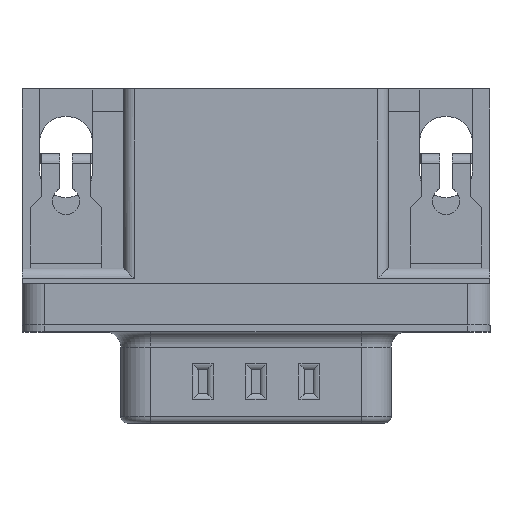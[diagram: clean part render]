
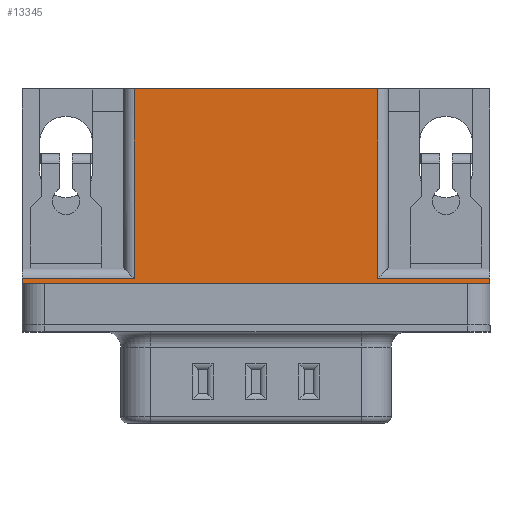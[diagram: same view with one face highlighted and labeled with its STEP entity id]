
A CAD part, top view. The second image highlights one B-rep face of the part: STEP entity #13345.
In plain terms, the highlighted planar face has unit normal (0, 0, 1).
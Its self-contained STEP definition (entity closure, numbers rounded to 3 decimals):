
#1248=ORIENTED_EDGE('',*,*,#5073,.F.);
#1249=ORIENTED_EDGE('',*,*,#5114,.T.);
#1250=ORIENTED_EDGE('',*,*,#5115,.T.);
#1251=ORIENTED_EDGE('',*,*,#5116,.F.);
#1252=ORIENTED_EDGE('',*,*,#5117,.F.);
#1253=ORIENTED_EDGE('',*,*,#5118,.F.);
#1254=ORIENTED_EDGE('',*,*,#5119,.T.);
#1255=ORIENTED_EDGE('',*,*,#5120,.T.);
#5073=EDGE_CURVE('',#6996,#6997,#8276,.T.);
#5114=EDGE_CURVE('',#6996,#7025,#8314,.F.);
#5115=EDGE_CURVE('',#7025,#7026,#8315,.T.);
#5116=EDGE_CURVE('',#7027,#7026,#8316,.T.);
#5117=EDGE_CURVE('',#7028,#7027,#8317,.T.);
#5118=EDGE_CURVE('',#7029,#7028,#8318,.T.);
#5119=EDGE_CURVE('',#7029,#7030,#8319,.T.);
#5120=EDGE_CURVE('',#7030,#6997,#8320,.T.);
#6996=VERTEX_POINT('',#19730);
#6997=VERTEX_POINT('',#19732);
#7025=VERTEX_POINT('',#19809);
#7026=VERTEX_POINT('',#19811);
#7027=VERTEX_POINT('',#19813);
#7028=VERTEX_POINT('',#19815);
#7029=VERTEX_POINT('',#19817);
#7030=VERTEX_POINT('',#19819);
#8276=LINE('',#19731,#9802);
#8314=LINE('',#19808,#9840);
#8315=LINE('',#19810,#9841);
#8316=LINE('',#19812,#9842);
#8317=LINE('',#19814,#9843);
#8318=LINE('',#19816,#9844);
#8319=LINE('',#19818,#9845);
#8320=LINE('',#19820,#9846);
#9802=VECTOR('',#15785,1000.);
#9840=VECTOR('',#15845,1000.);
#9841=VECTOR('',#15846,1000.);
#9842=VECTOR('',#15847,1000.);
#9843=VECTOR('',#15848,1000.);
#9844=VECTOR('',#15849,1000.);
#9845=VECTOR('',#15850,1000.);
#9846=VECTOR('',#15851,1000.);
#11126=EDGE_LOOP('',(#1248,#1249,#1250,#1251,#1252,#1253,#1254,#1255));
#12007=FACE_BOUND('',#11126,.T.);
#12849=PLANE('',#14304);
#13345=ADVANCED_FACE('',(#12007),#12849,.F.);
#14304=AXIS2_PLACEMENT_3D('',#19807,#15843,#15844);
#15785=DIRECTION('',(1.,0.,0.));
#15843=DIRECTION('',(0.,0.,-1.));
#15844=DIRECTION('',(-1.,0.,0.));
#15845=DIRECTION('',(0.,1.,0.));
#15846=DIRECTION('',(-1.,0.,0.));
#15847=DIRECTION('',(0.,1.,0.));
#15848=DIRECTION('',(-1.,0.,0.));
#15849=DIRECTION('',(0.,-1.,0.));
#15850=DIRECTION('',(-1.,0.,0.));
#15851=DIRECTION('',(0.,1.,0.));
#19730=CARTESIAN_POINT('',(-8.,7.775,4.25));
#19731=CARTESIAN_POINT('',(-15.4,7.775,4.25));
#19732=CARTESIAN_POINT('',(8.,7.775,4.25));
#19807=CARTESIAN_POINT('',(0.,0.,4.25));
#19808=CARTESIAN_POINT('',(-8.,-4.025,4.25));
#19809=CARTESIAN_POINT('',(-8.,-4.725,4.25));
#19810=CARTESIAN_POINT('',(0.,-4.725,4.25));
#19811=CARTESIAN_POINT('',(-15.4,-4.725,4.25));
#19812=CARTESIAN_POINT('',(-15.4,-5.075,4.25));
#19813=CARTESIAN_POINT('',(-15.4,-5.075,4.25));
#19814=CARTESIAN_POINT('',(15.4,-5.075,4.25));
#19815=CARTESIAN_POINT('',(15.4,-5.075,4.25));
#19816=CARTESIAN_POINT('',(15.4,7.775,4.25));
#19817=CARTESIAN_POINT('',(15.4,-4.725,4.25));
#19818=CARTESIAN_POINT('',(0.,-4.725,4.25));
#19819=CARTESIAN_POINT('',(8.,-4.725,4.25));
#19820=CARTESIAN_POINT('',(8.,7.775,4.25));
